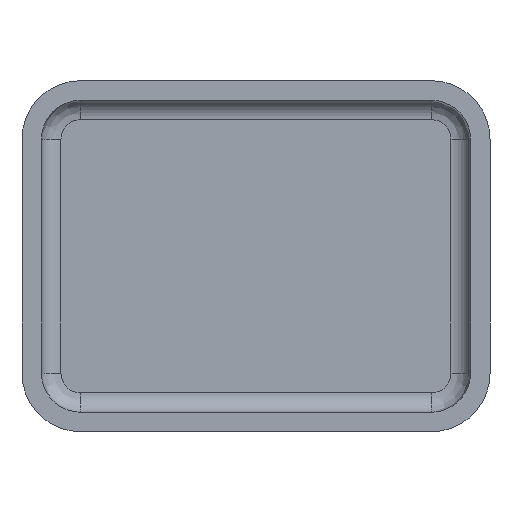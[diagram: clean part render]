
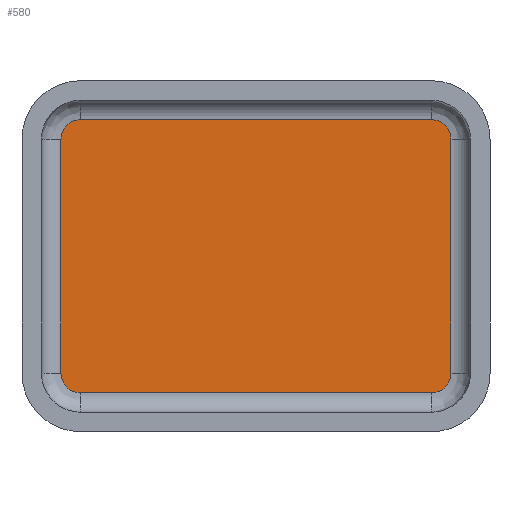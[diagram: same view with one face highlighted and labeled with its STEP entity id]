
A CAD part, front view. The second image highlights one B-rep face of the part: STEP entity #580.
In plain terms, the highlighted planar face has unit normal (0, -1, 0).
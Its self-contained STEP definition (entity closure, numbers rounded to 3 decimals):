
#33=PLANE('',#650);
#35=LINE('',#847,#87);
#44=LINE('',#891,#96);
#85=LINE('',#1017,#137);
#86=LINE('',#1018,#138);
#87=VECTOR('',#669,10.);
#96=VECTOR('',#704,10.);
#137=VECTOR('',#817,10.);
#138=VECTOR('',#818,10.);
#172=FACE_OUTER_BOUND('',#204,.T.);
#204=EDGE_LOOP('',(#523,#524,#525,#526,#527,#528,#529,#530,#531,#532));
#210=CIRCLE('',#600,1.);
#214=CIRCLE('',#605,1.);
#234=CIRCLE('',#644,1.);
#237=CIRCLE('',#647,1.);
#238=CIRCLE('',#651,1.);
#239=CIRCLE('',#652,1.);
#241=VERTEX_POINT('',#837);
#243=VERTEX_POINT('',#840);
#245=VERTEX_POINT('',#846);
#247=VERTEX_POINT('',#860);
#258=VERTEX_POINT('',#889);
#294=VERTEX_POINT('',#1002);
#295=VERTEX_POINT('',#1003);
#296=VERTEX_POINT('',#1006);
#297=VERTEX_POINT('',#1013);
#298=VERTEX_POINT('',#1015);
#300=EDGE_CURVE('',#241,#243,#210,.T.);
#303=EDGE_CURVE('',#243,#245,#35,.T.);
#306=EDGE_CURVE('',#245,#247,#214,.T.);
#321=EDGE_CURVE('',#258,#241,#44,.T.);
#373=EDGE_CURVE('',#294,#295,#234,.T.);
#376=EDGE_CURVE('',#296,#294,#237,.T.);
#378=EDGE_CURVE('',#297,#258,#238,.T.);
#379=EDGE_CURVE('',#298,#297,#239,.T.);
#380=EDGE_CURVE('',#295,#298,#85,.T.);
#381=EDGE_CURVE('',#247,#296,#86,.T.);
#523=ORIENTED_EDGE('',*,*,#321,.F.);
#524=ORIENTED_EDGE('',*,*,#378,.F.);
#525=ORIENTED_EDGE('',*,*,#379,.F.);
#526=ORIENTED_EDGE('',*,*,#380,.F.);
#527=ORIENTED_EDGE('',*,*,#373,.F.);
#528=ORIENTED_EDGE('',*,*,#376,.F.);
#529=ORIENTED_EDGE('',*,*,#381,.F.);
#530=ORIENTED_EDGE('',*,*,#306,.F.);
#531=ORIENTED_EDGE('',*,*,#303,.F.);
#532=ORIENTED_EDGE('',*,*,#300,.F.);
#580=ADVANCED_FACE('',(#172),#33,.T.);
#600=AXIS2_PLACEMENT_3D('',#841,#661,#662);
#605=AXIS2_PLACEMENT_3D('',#861,#673,#674);
#644=AXIS2_PLACEMENT_3D('',#1004,#798,#799);
#647=AXIS2_PLACEMENT_3D('',#1008,#804,#805);
#650=AXIS2_PLACEMENT_3D('',#1012,#811,#812);
#651=AXIS2_PLACEMENT_3D('',#1014,#813,#814);
#652=AXIS2_PLACEMENT_3D('',#1016,#815,#816);
#661=DIRECTION('center_axis',(0.,1.,0.));
#662=DIRECTION('ref_axis',(0.707,0.,0.707));
#669=DIRECTION('',(0.,0.,-1.));
#673=DIRECTION('center_axis',(0.,1.,0.));
#674=DIRECTION('ref_axis',(0.707,0.,-0.707));
#704=DIRECTION('',(1.,0.,0.));
#798=DIRECTION('center_axis',(0.,1.,0.));
#799=DIRECTION('ref_axis',(-0.707,0.,-0.707));
#804=DIRECTION('center_axis',(0.,1.,0.));
#805=DIRECTION('ref_axis',(-0.707,0.,-0.707));
#811=DIRECTION('center_axis',(0.,-1.,0.));
#812=DIRECTION('ref_axis',(1.,0.,0.));
#813=DIRECTION('center_axis',(0.,1.,0.));
#814=DIRECTION('ref_axis',(-0.707,0.,0.707));
#815=DIRECTION('center_axis',(0.,1.,0.));
#816=DIRECTION('ref_axis',(-0.707,0.,0.707));
#817=DIRECTION('',(0.,0.,1.));
#818=DIRECTION('',(-1.,0.,0.));
#837=CARTESIAN_POINT('',(31.003,-8.663,18.231));
#840=CARTESIAN_POINT('',(32.003,-8.663,17.231));
#841=CARTESIAN_POINT('Origin',(31.003,-8.663,17.231));
#846=CARTESIAN_POINT('',(32.003,-8.663,5.231));
#847=CARTESIAN_POINT('',(32.003,-8.663,14.231));
#860=CARTESIAN_POINT('',(31.003,-8.663,4.231));
#861=CARTESIAN_POINT('Origin',(31.003,-8.663,5.231));
#889=CARTESIAN_POINT('',(13.003,-8.663,18.231));
#891=CARTESIAN_POINT('',(14.503,-8.663,18.231));
#1002=CARTESIAN_POINT('',(12.992,-8.663,4.231));
#1003=CARTESIAN_POINT('',(12.003,-8.663,5.231));
#1004=CARTESIAN_POINT('Origin',(13.003,-8.663,5.231));
#1006=CARTESIAN_POINT('',(13.003,-8.663,4.231));
#1008=CARTESIAN_POINT('Origin',(13.003,-8.663,5.231));
#1012=CARTESIAN_POINT('Origin',(24.003,-8.663,11.231));
#1013=CARTESIAN_POINT('',(12.992,-8.663,18.231));
#1014=CARTESIAN_POINT('Origin',(13.003,-8.663,17.231));
#1015=CARTESIAN_POINT('',(12.003,-8.663,17.231));
#1016=CARTESIAN_POINT('Origin',(13.003,-8.663,17.231));
#1017=CARTESIAN_POINT('',(12.003,-8.663,8.231));
#1018=CARTESIAN_POINT('',(25.503,-8.663,4.231));
